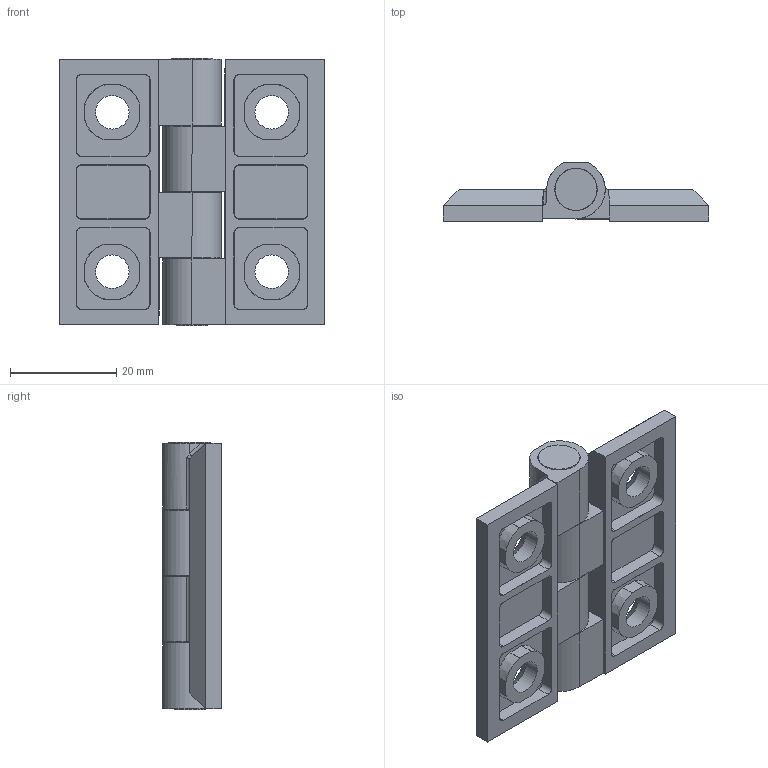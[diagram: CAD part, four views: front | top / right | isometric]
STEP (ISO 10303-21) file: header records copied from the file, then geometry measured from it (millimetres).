
FILE_DESCRIPTION (( 'STEP AP203' ), '1' );
FILE_NAME ('MY5050.1.5.4.Boyali.STEP', '2022-06-07T10:22:01', ( '' ), ( '' ), 'SwSTEP 2.0', 'SolidWorks 2021', '' );
FILE_SCHEMA (( 'CONFIG_CONTROL_DESIGN' ));
Length unit declared in the file: millimetre
Products named in the file (1): MY5050.1.5.4.Boyali
Bounding box: 50 x 11.1 x 50.3 mm (x, y, z)
Surface area: 9758 mm2 (no closed solid volume)
Topology: 0 solids, 8 shells, 198 faces, 574 edges, 376 vertices
Faces by surface type: plane 114, cylinder 54, cone 28, bspline 2
Entity records: 6690 total; most frequent: CARTESIAN_POINT 1605, ORIENTED_EDGE 1048, DIRECTION 968, EDGE_CURVE 574, VERTEX_POINT 376, VECTOR 354, LINE 354, AXIS2_PLACEMENT_3D 307
